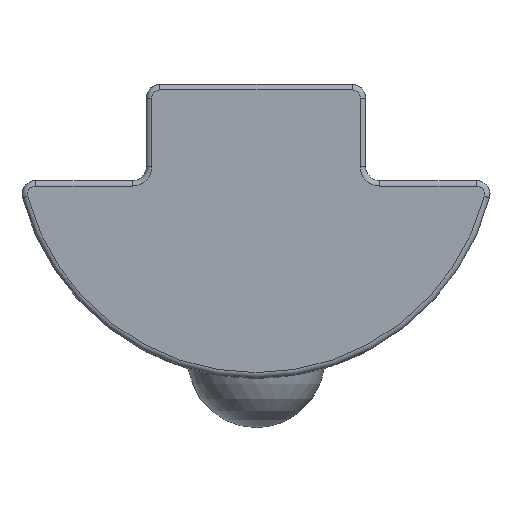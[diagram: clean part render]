
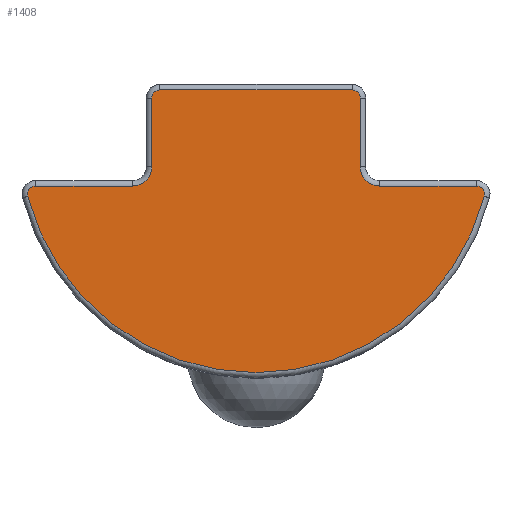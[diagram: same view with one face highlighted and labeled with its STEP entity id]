
A CAD part, front view. The second image highlights one B-rep face of the part: STEP entity #1408.
In plain terms, the highlighted planar face has unit normal (0, -1, 0).
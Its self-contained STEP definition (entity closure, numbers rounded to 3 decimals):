
#1010=CARTESIAN_POINT('',(-4.5,0.0,-3.7));
#1011=VERTEX_POINT('',#1010);
#1019=CARTESIAN_POINT('',(-3.8,0.0,-3.0));
#1020=VERTEX_POINT('',#1019);
#1021=CARTESIAN_POINT('',(-4.5,0.0,-3.));
#1022=DIRECTION('',(0.0,-1.0,0.0));
#1023=DIRECTION('',(0.707,0.0,-0.707));
#1024=AXIS2_PLACEMENT_3D('',#1021,#1022,#1023);
#1025=CIRCLE('',#1024,0.7);
#1026=EDGE_CURVE('',#1011,#1020,#1025,.T.);
#1052=CARTESIAN_POINT('',(-3.8,0.0,-0.5));
#1053=VERTEX_POINT('',#1052);
#1068=CARTESIAN_POINT('',(-3.8,0.0,-3.0));
#1069=DIRECTION('',(0.0,0.0,1.0));
#1070=VECTOR('',#1069,2.5);
#1071=LINE('',#1068,#1070);
#1072=EDGE_CURVE('',#1020,#1053,#1071,.T.);
#1082=CARTESIAN_POINT('',(-3.5,0.0,-0.2));
#1083=VERTEX_POINT('',#1082);
#1093=CARTESIAN_POINT('',(-3.5,0.0,-0.5));
#1094=DIRECTION('',(0.0,1.0,0.0));
#1095=DIRECTION('',(-0.707,0.0,0.707));
#1096=AXIS2_PLACEMENT_3D('',#1093,#1094,#1095);
#1097=CIRCLE('',#1096,0.3);
#1098=EDGE_CURVE('',#1053,#1083,#1097,.T.);
#1108=CARTESIAN_POINT('',(3.5,0.0,-0.2));
#1109=VERTEX_POINT('',#1108);
#1119=CARTESIAN_POINT('',(-3.5,0.0,-0.2));
#1120=DIRECTION('',(1.0,0.0,0.0));
#1121=VECTOR('',#1120,7.);
#1122=LINE('',#1119,#1121);
#1123=EDGE_CURVE('',#1083,#1109,#1122,.T.);
#1133=CARTESIAN_POINT('',(3.8,0.0,-0.5));
#1134=VERTEX_POINT('',#1133);
#1144=CARTESIAN_POINT('',(3.5,0.0,-0.5));
#1145=DIRECTION('',(0.0,1.0,0.0));
#1146=DIRECTION('',(0.707,0.0,0.707));
#1147=AXIS2_PLACEMENT_3D('',#1144,#1145,#1146);
#1148=CIRCLE('',#1147,0.3);
#1149=EDGE_CURVE('',#1109,#1134,#1148,.T.);
#1159=CARTESIAN_POINT('',(3.8,0.0,-3.));
#1160=VERTEX_POINT('',#1159);
#1170=CARTESIAN_POINT('',(3.8,0.0,-0.5));
#1171=DIRECTION('',(0.0,0.0,-1.0));
#1172=VECTOR('',#1171,2.5);
#1173=LINE('',#1170,#1172);
#1174=EDGE_CURVE('',#1134,#1160,#1173,.T.);
#1184=CARTESIAN_POINT('',(4.5,0.0,-3.7));
#1185=VERTEX_POINT('',#1184);
#1195=CARTESIAN_POINT('',(4.5,0.0,-3.));
#1196=DIRECTION('',(0.0,-1.0,0.0));
#1197=DIRECTION('',(-0.707,0.0,-0.707));
#1198=AXIS2_PLACEMENT_3D('',#1195,#1196,#1197);
#1199=CIRCLE('',#1198,0.7);
#1200=EDGE_CURVE('',#1160,#1185,#1199,.T.);
#1210=CARTESIAN_POINT('',(8.027,0.0,-3.7));
#1211=VERTEX_POINT('',#1210);
#1221=CARTESIAN_POINT('',(4.5,0.0,-3.7));
#1222=DIRECTION('',(1.0,0.0,0.0));
#1223=VECTOR('',#1222,3.527);
#1224=LINE('',#1221,#1223);
#1225=EDGE_CURVE('',#1185,#1211,#1224,.T.);
#1235=CARTESIAN_POINT('',(8.317,0.0,-4.076));
#1236=VERTEX_POINT('',#1235);
#1246=CARTESIAN_POINT('',(8.027,0.0,-4.));
#1247=DIRECTION('',(0.0,1.0,0.0));
#1248=DIRECTION('',(0.791,0.0,0.611));
#1249=AXIS2_PLACEMENT_3D('',#1246,#1247,#1248);
#1250=CIRCLE('',#1249,0.3);
#1251=EDGE_CURVE('',#1211,#1236,#1250,.T.);
#1261=CARTESIAN_POINT('',(-8.317,0.0,-4.076));
#1262=VERTEX_POINT('',#1261);
#1272=CARTESIAN_POINT('',(0.,0.0,-1.904));
#1273=DIRECTION('',(0.0,1.0,0.0));
#1274=DIRECTION('',(0.0,0.0,-1.0));
#1275=AXIS2_PLACEMENT_3D('',#1272,#1273,#1274);
#1276=CIRCLE('',#1275,8.596);
#1277=EDGE_CURVE('',#1236,#1262,#1276,.T.);
#1287=CARTESIAN_POINT('',(-8.027,0.0,-3.7));
#1288=VERTEX_POINT('',#1287);
#1306=CARTESIAN_POINT('',(-8.027,0.0,-4.));
#1307=DIRECTION('',(0.0,1.0,0.0));
#1308=DIRECTION('',(-0.791,0.0,0.611));
#1309=AXIS2_PLACEMENT_3D('',#1306,#1307,#1308);
#1310=CIRCLE('',#1309,0.3);
#1311=EDGE_CURVE('',#1262,#1288,#1310,.T.);
#1329=CARTESIAN_POINT('',(-8.027,0.0,-3.7));
#1330=DIRECTION('',(1.0,0.0,0.0));
#1331=VECTOR('',#1330,3.527);
#1332=LINE('',#1329,#1331);
#1333=EDGE_CURVE('',#1288,#1011,#1332,.T.);
#1389=CARTESIAN_POINT('',(0.,0.0,-4.548));
#1390=DIRECTION('',(0.0,-1.0,0.0));
#1391=DIRECTION('',(0.0,0.0,-1.0));
#1392=AXIS2_PLACEMENT_3D('',#1389,#1390,#1391);
#1393=PLANE('',#1392);
#1394=ORIENTED_EDGE('',*,*,#1026,.F.);
#1395=ORIENTED_EDGE('',*,*,#1333,.F.);
#1396=ORIENTED_EDGE('',*,*,#1311,.F.);
#1397=ORIENTED_EDGE('',*,*,#1277,.F.);
#1398=ORIENTED_EDGE('',*,*,#1251,.F.);
#1399=ORIENTED_EDGE('',*,*,#1225,.F.);
#1400=ORIENTED_EDGE('',*,*,#1200,.F.);
#1401=ORIENTED_EDGE('',*,*,#1174,.F.);
#1402=ORIENTED_EDGE('',*,*,#1149,.F.);
#1403=ORIENTED_EDGE('',*,*,#1123,.F.);
#1404=ORIENTED_EDGE('',*,*,#1098,.F.);
#1405=ORIENTED_EDGE('',*,*,#1072,.F.);
#1406=EDGE_LOOP('',(#1394,#1395,#1396,#1397,#1398,#1399,#1400,#1401,#1402,#1403,#1404,#1405));
#1407=FACE_OUTER_BOUND('',#1406,.T.);
#1408=ADVANCED_FACE('',(#1407),#1393,.T.);
